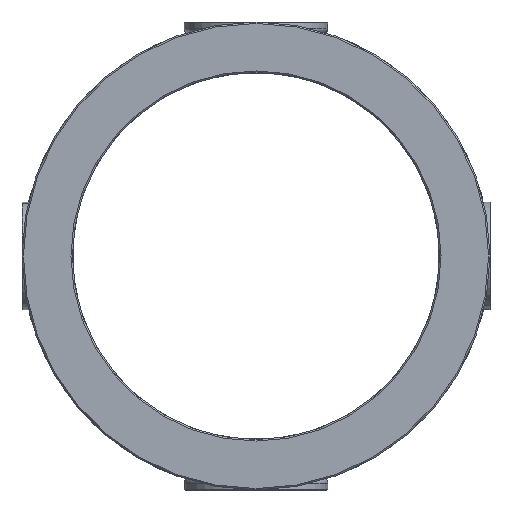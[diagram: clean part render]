
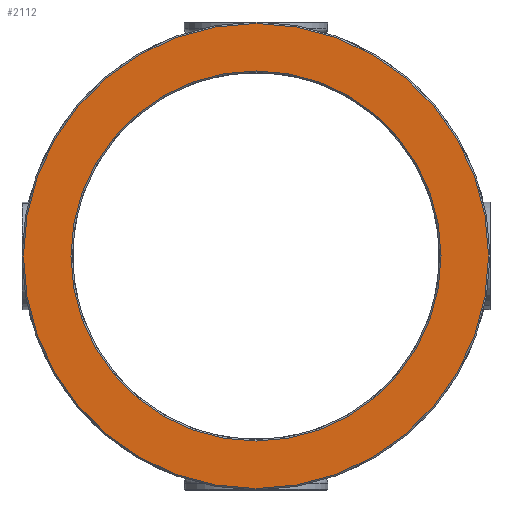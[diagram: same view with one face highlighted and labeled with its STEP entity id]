
A CAD part, left-side view. The second image highlights one B-rep face of the part: STEP entity #2112.
In plain terms, the highlighted face is planar.
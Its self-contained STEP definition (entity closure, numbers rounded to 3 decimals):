
#128 = CIRCLE ( 'NONE', #194, 64.6 ) ;
#155 = CIRCLE ( 'NONE', #197, 51.4 ) ;
#194 = AXIS2_PLACEMENT_3D ( 'NONE', #1253, #1254, #1255 ) ;
#197 = AXIS2_PLACEMENT_3D ( 'NONE', #1257, #1258, #1259 ) ;
#914 = VERTEX_POINT ( 'NONE', #5237 ) ;
#917 = VERTEX_POINT ( 'NONE', #1914 ) ;
#933 = VERTEX_POINT ( 'NONE', #1087 ) ;
#1087 = CARTESIAN_POINT ( 'NONE',  ( 0., 0., -64.6 ) ) ;
#1253 = CARTESIAN_POINT ( 'NONE',  ( 0., 0., 0. ) ) ;
#1254 = DIRECTION ( 'NONE',  ( 0., -1., 0. ) ) ;
#1255 = DIRECTION ( 'NONE',  ( 0., 0., -1. ) ) ;
#1257 = CARTESIAN_POINT ( 'NONE',  ( 0., 0., 0. ) ) ;
#1258 = DIRECTION ( 'NONE',  ( 0., 1., 0. ) ) ;
#1259 = DIRECTION ( 'NONE',  ( 0., 0., -1. ) ) ;
#1914 = CARTESIAN_POINT ( 'NONE',  ( 0., 0., 64.6 ) ) ;
#1947 = EDGE_LOOP ( 'NONE', ( #5258, #4788 ) ) ;
#2112 = ADVANCED_FACE ( 'NONE', ( #3844, #3834 ), #3848, .T. ) ;
#3270 = CARTESIAN_POINT ( 'NONE',  ( 0., 0., 0. ) ) ;
#3271 = DIRECTION ( 'NONE',  ( 0., 1., 0. ) ) ;
#3272 = DIRECTION ( 'NONE',  ( 0., 0., -1. ) ) ;
#3273 = CARTESIAN_POINT ( 'NONE',  ( 0., 0., 0. ) ) ;
#3274 = DIRECTION ( 'NONE',  ( 0., -1., 0. ) ) ;
#3275 = DIRECTION ( 'NONE',  ( 0., 0., -1. ) ) ;
#3834 = FACE_OUTER_BOUND ( 'NONE', #1947, .T. ) ;
#3838 = DIRECTION ( 'NONE',  ( 0., -1., 0. ) ) ;
#3842 = CARTESIAN_POINT ( 'NONE',  ( -51., 0., 0. ) ) ;
#3844 = FACE_BOUND ( 'NONE', #5187, .T. ) ;
#3848 = PLANE ( 'NONE',  #5277 ) ;
#3851 = DIRECTION ( 'NONE',  ( 0., 0., -1. ) ) ;
#4114 = CARTESIAN_POINT ( 'NONE',  ( 0., 0., -51.4 ) ) ;
#4496 = CIRCLE ( 'NONE', #4504, 64.6 ) ;
#4500 = AXIS2_PLACEMENT_3D ( 'NONE', #3270, #3271, #3272 ) ;
#4501 = CIRCLE ( 'NONE', #4500, 51.4 ) ;
#4504 = AXIS2_PLACEMENT_3D ( 'NONE', #3273, #3274, #3275 ) ;
#4560 = EDGE_CURVE ( 'NONE', #933, #917, #128, .T. ) ;
#4561 = EDGE_CURVE ( 'NONE', #5348, #914, #155, .T. ) ;
#4692 = ORIENTED_EDGE ( 'NONE', *, *, #4561, .T. ) ;
#4761 = ORIENTED_EDGE ( 'NONE', *, *, #4840, .T. ) ;
#4788 = ORIENTED_EDGE ( 'NONE', *, *, #4560, .T. ) ;
#4840 = EDGE_CURVE ( 'NONE', #914, #5348, #4501, .T. ) ;
#4841 = EDGE_CURVE ( 'NONE', #917, #933, #4496, .T. ) ;
#5187 = EDGE_LOOP ( 'NONE', ( #4692, #4761 ) ) ;
#5237 = CARTESIAN_POINT ( 'NONE',  ( 0., 0., 51.4 ) ) ;
#5258 = ORIENTED_EDGE ( 'NONE', *, *, #4841, .T. ) ;
#5277 = AXIS2_PLACEMENT_3D ( 'NONE', #3842, #3838, #3851 ) ;
#5348 = VERTEX_POINT ( 'NONE', #4114 ) ;
